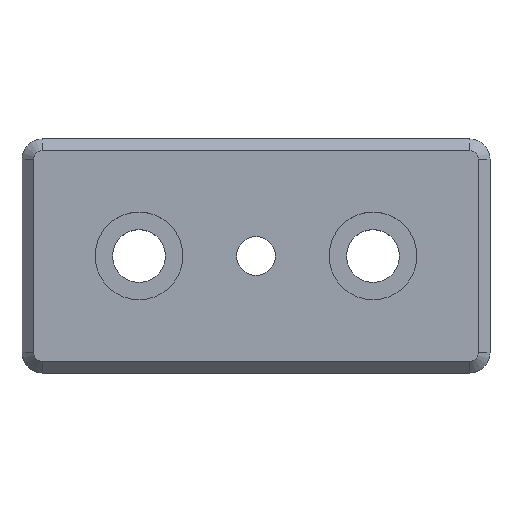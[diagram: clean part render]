
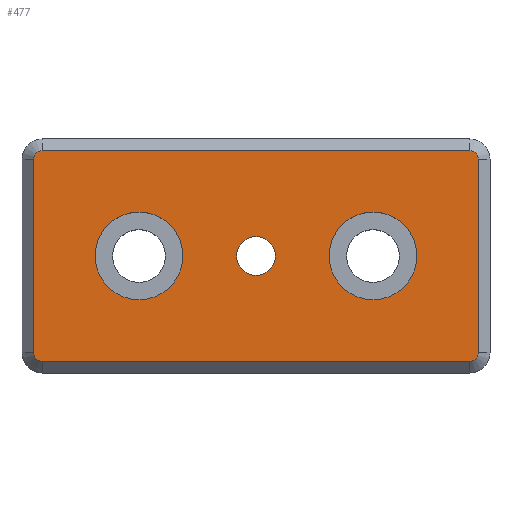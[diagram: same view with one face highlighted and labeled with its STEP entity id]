
A CAD part, top view. The second image highlights one B-rep face of the part: STEP entity #477.
In plain terms, the highlighted planar face has unit normal (0, 0, 1).
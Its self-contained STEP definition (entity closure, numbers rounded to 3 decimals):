
#75=CARTESIAN_POINT('',(36.5,-18.,15.0));
#76=VERTEX_POINT('',#75);
#83=CARTESIAN_POINT('',(-36.5,-18.0,15.0));
#84=VERTEX_POINT('',#83);
#85=CARTESIAN_POINT('',(36.5,-18.,15.0));
#86=DIRECTION('',(-1.0,0.0,0.0));
#87=VECTOR('',#86,73.0);
#88=LINE('',#85,#87);
#89=EDGE_CURVE('',#76,#84,#88,.T.);
#115=CARTESIAN_POINT('',(38.,-16.5,15.0));
#116=VERTEX_POINT('',#115);
#123=CARTESIAN_POINT('',(36.5,-16.5,15.0));
#124=DIRECTION('',(0.0,0.0,-1.0));
#125=DIRECTION('',(0.707,-0.707,0.0));
#126=AXIS2_PLACEMENT_3D('',#123,#124,#125);
#127=CIRCLE('',#126,1.5);
#128=EDGE_CURVE('',#116,#76,#127,.T.);
#146=CARTESIAN_POINT('',(-38.0,-16.5,15.0));
#147=VERTEX_POINT('',#146);
#164=CARTESIAN_POINT('',(-36.5,-16.5,15.0));
#165=DIRECTION('',(0.0,0.0,-1.0));
#166=DIRECTION('',(-0.707,-0.707,0.0));
#167=AXIS2_PLACEMENT_3D('',#164,#165,#166);
#168=CIRCLE('',#167,1.5);
#169=EDGE_CURVE('',#84,#147,#168,.T.);
#181=CARTESIAN_POINT('',(38.0,16.5,15.0));
#182=VERTEX_POINT('',#181);
#189=CARTESIAN_POINT('',(38.0,16.5,15.0));
#190=DIRECTION('',(0.0,-1.0,0.0));
#191=VECTOR('',#190,33.);
#192=LINE('',#189,#191);
#193=EDGE_CURVE('',#182,#116,#192,.T.);
#210=CARTESIAN_POINT('',(-38.0,16.5,15.0));
#211=VERTEX_POINT('',#210);
#227=CARTESIAN_POINT('',(-38.0,-16.5,15.0));
#228=DIRECTION('',(0.0,1.0,0.0));
#229=VECTOR('',#228,33.0);
#230=LINE('',#227,#229);
#231=EDGE_CURVE('',#147,#211,#230,.T.);
#243=CARTESIAN_POINT('',(36.5,18.,15.0));
#244=VERTEX_POINT('',#243);
#251=CARTESIAN_POINT('',(36.5,16.5,15.0));
#252=DIRECTION('',(0.0,0.0,-1.0));
#253=DIRECTION('',(0.707,0.707,0.0));
#254=AXIS2_PLACEMENT_3D('',#251,#252,#253);
#255=CIRCLE('',#254,1.5);
#256=EDGE_CURVE('',#244,#182,#255,.T.);
#274=CARTESIAN_POINT('',(-36.5,18.,15.0));
#275=VERTEX_POINT('',#274);
#292=CARTESIAN_POINT('',(-36.5,16.5,15.0));
#293=DIRECTION('',(0.0,0.0,-1.0));
#294=DIRECTION('',(-0.707,0.707,0.0));
#295=AXIS2_PLACEMENT_3D('',#292,#293,#294);
#296=CIRCLE('',#295,1.5);
#297=EDGE_CURVE('',#211,#275,#296,.T.);
#315=CARTESIAN_POINT('',(-36.5,18.,15.0));
#316=DIRECTION('',(1.0,0.0,0.0));
#317=VECTOR('',#316,73.0);
#318=LINE('',#315,#317);
#319=EDGE_CURVE('',#275,#244,#318,.T.);
#429=CARTESIAN_POINT('',(0.,0.,15.0));
#430=DIRECTION('',(0.0,0.0,1.0));
#431=DIRECTION('',(1.0,0.0,0.0));
#432=AXIS2_PLACEMENT_3D('',#429,#430,#431);
#433=PLANE('',#432);
#434=ORIENTED_EDGE('',*,*,#89,.F.);
#435=ORIENTED_EDGE('',*,*,#128,.F.);
#436=ORIENTED_EDGE('',*,*,#193,.F.);
#437=ORIENTED_EDGE('',*,*,#256,.F.);
#438=ORIENTED_EDGE('',*,*,#319,.F.);
#439=ORIENTED_EDGE('',*,*,#297,.F.);
#440=ORIENTED_EDGE('',*,*,#231,.F.);
#441=ORIENTED_EDGE('',*,*,#169,.F.);
#442=EDGE_LOOP('',(#434,#435,#436,#437,#438,#439,#440,#441));
#443=FACE_OUTER_BOUND('',#442,.T.);
#444=CARTESIAN_POINT('',(27.5,0.0,15.0));
#445=VERTEX_POINT('',#444);
#446=CARTESIAN_POINT('',(20.0,0.0,15.0));
#447=DIRECTION('',(0.0,0.0,-1.0));
#448=DIRECTION('',(1.0,0.0,0.0));
#449=AXIS2_PLACEMENT_3D('',#446,#447,#448);
#450=CIRCLE('',#449,7.5);
#451=EDGE_CURVE('',#445,#445,#450,.T.);
#452=ORIENTED_EDGE('',*,*,#451,.T.);
#453=EDGE_LOOP('',(#452));
#454=FACE_BOUND('',#453,.T.);
#455=CARTESIAN_POINT('',(-12.5,0.0,15.0));
#456=VERTEX_POINT('',#455);
#457=CARTESIAN_POINT('',(-20.0,0.0,15.0));
#458=DIRECTION('',(0.0,0.0,-1.0));
#459=DIRECTION('',(1.0,0.0,0.0));
#460=AXIS2_PLACEMENT_3D('',#457,#458,#459);
#461=CIRCLE('',#460,7.5);
#462=EDGE_CURVE('',#456,#456,#461,.T.);
#463=ORIENTED_EDGE('',*,*,#462,.T.);
#464=EDGE_LOOP('',(#463));
#465=FACE_BOUND('',#464,.T.);
#466=CARTESIAN_POINT('',(3.324,0.0,15.0));
#467=VERTEX_POINT('',#466);
#468=CARTESIAN_POINT('',(0.0,0.0,15.0));
#469=DIRECTION('',(0.0,0.0,-1.0));
#470=DIRECTION('',(1.0,0.0,0.0));
#471=AXIS2_PLACEMENT_3D('',#468,#469,#470);
#472=CIRCLE('',#471,3.324);
#473=EDGE_CURVE('',#467,#467,#472,.T.);
#474=ORIENTED_EDGE('',*,*,#473,.T.);
#475=EDGE_LOOP('',(#474));
#476=FACE_BOUND('',#475,.T.);
#477=ADVANCED_FACE('',(#443,#454,#465,#476),#433,.T.);
